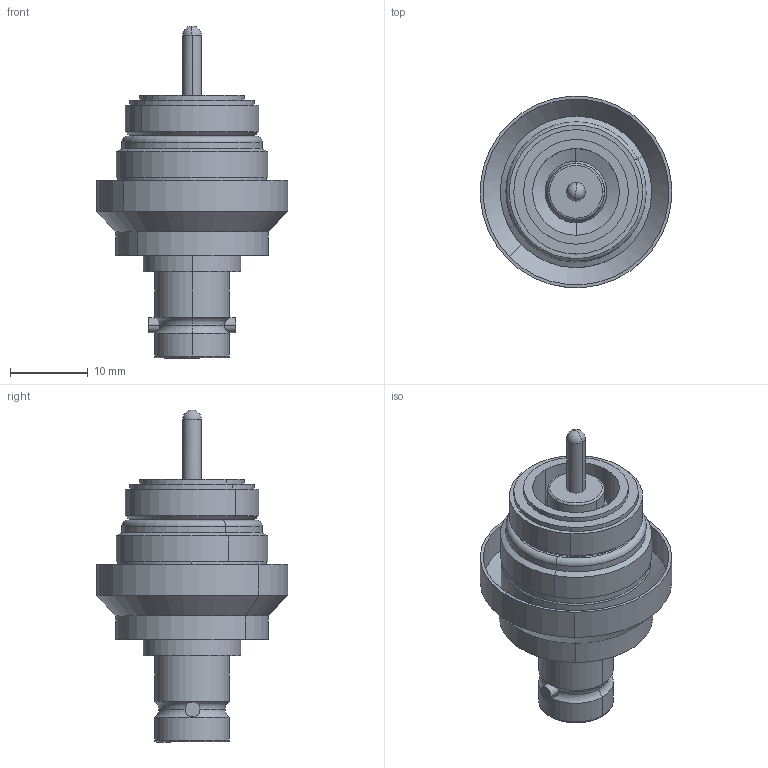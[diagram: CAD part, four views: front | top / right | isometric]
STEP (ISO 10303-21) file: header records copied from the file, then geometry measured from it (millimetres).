
FILE_DESCRIPTION (( 'STEP AP203' ), '1' );
FILE_NAME ('A1301-3-W.STEP', '2012-06-06T15:02:49', ( '' ), ( '' ), 'SwSTEP 2.0', 'SolidWorks 2012', '' );
FILE_SCHEMA (( 'CONFIG_CONTROL_DESIGN' ));
Length unit declared in the file: inch
Products named in the file (1): A1301-3-W
Bounding box: 24.57 x 24.57 x 42.67 mm (x, y, z)
Volume: 5096.2 mm3; surface area: 7390.7 mm2
Topology: 1 solids, 2 shells, 161 faces, 348 edges, 212 vertices
Faces by surface type: cylinder 83, plane 34, cone 24, torus 18, sphere 2
Entity records: 4768 total; most frequent: CARTESIAN_POINT 1036, DIRECTION 871, ORIENTED_EDGE 688, AXIS2_PLACEMENT_3D 375, EDGE_CURVE 344, CIRCLE 213, VERTEX_POINT 210, EDGE_LOOP 186
